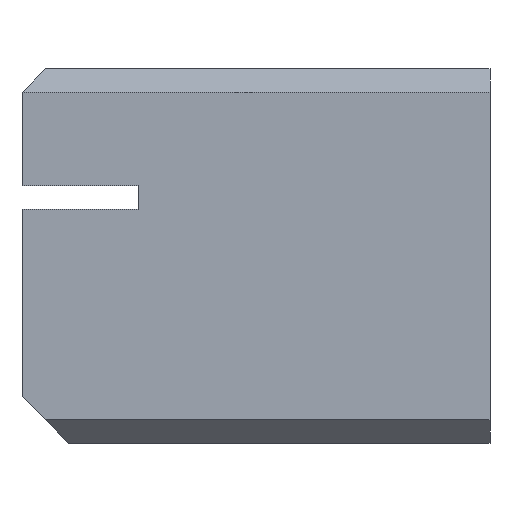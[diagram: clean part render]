
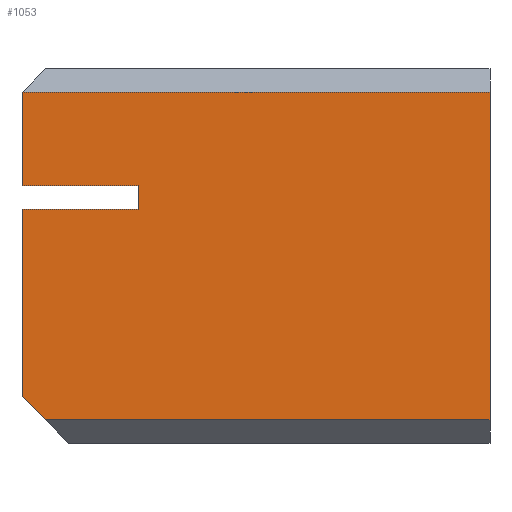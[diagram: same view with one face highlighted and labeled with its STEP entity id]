
A CAD part, left-side view. The second image highlights one B-rep face of the part: STEP entity #1053.
In plain terms, the highlighted planar face has unit normal (-1, 0, 0).
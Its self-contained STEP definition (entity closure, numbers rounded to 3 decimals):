
#3 = ORIENTED_EDGE ( 'NONE', *, *, #784, .T. ) ;
#9 = VECTOR ( 'NONE', #343, 1000. ) ;
#12 = LINE ( 'NONE', #1127, #147 ) ;
#15 = EDGE_CURVE ( 'NONE', #253, #528, #549, .T. ) ;
#19 = DIRECTION ( 'NONE',  ( 0., 0., 1. ) ) ;
#29 = LINE ( 'NONE', #402, #203 ) ;
#35 = VERTEX_POINT ( 'NONE', #634 ) ;
#47 = VECTOR ( 'NONE', #193, 1000. ) ;
#49 = VECTOR ( 'NONE', #406, 1000. ) ;
#59 = CARTESIAN_POINT ( 'NONE',  ( 0., 0., 0. ) ) ;
#139 = EDGE_CURVE ( 'NONE', #1069, #234, #12, .T. ) ;
#147 = VECTOR ( 'NONE', #19, 1000. ) ;
#192 = EDGE_CURVE ( 'NONE', #35, #1069, #1112, .T. ) ;
#193 = DIRECTION ( 'NONE',  ( 0., 0., 1. ) ) ;
#203 = VECTOR ( 'NONE', #569, 1000. ) ;
#234 = VERTEX_POINT ( 'NONE', #399 ) ;
#253 = VERTEX_POINT ( 'NONE', #572 ) ;
#254 = CARTESIAN_POINT ( 'NONE',  ( 0., -3., -17. ) ) ;
#287 = LINE ( 'NONE', #576, #47 ) ;
#296 = AXIS2_PLACEMENT_3D ( 'NONE', #558, #851, #1129 ) ;
#325 = LINE ( 'NONE', #958, #49 ) ;
#335 = ORIENTED_EDGE ( 'NONE', *, *, #575, .F. ) ;
#343 = DIRECTION ( 'NONE',  ( 0., -0.707, -0.707 ) ) ;
#347 = LINE ( 'NONE', #59, #1050 ) ;
#364 = ORIENTED_EDGE ( 'NONE', *, *, #633, .T. ) ;
#394 = CARTESIAN_POINT ( 'NONE',  ( 0., -5., -5. ) ) ;
#399 = CARTESIAN_POINT ( 'NONE',  ( 0., -20., -1. ) ) ;
#400 = ORIENTED_EDGE ( 'NONE', *, *, #757, .F. ) ;
#402 = CARTESIAN_POINT ( 'NONE',  ( 0., -5., -5. ) ) ;
#405 = EDGE_LOOP ( 'NONE', ( #3, #840, #600, #364, #335, #1052, #1046, #541, #400 ) ) ;
#406 = DIRECTION ( 'NONE',  ( 0., 1., 0. ) ) ;
#434 = VERTEX_POINT ( 'NONE', #623 ) ;
#435 = DIRECTION ( 'NONE',  ( 0., 1., 0. ) ) ;
#451 = VERTEX_POINT ( 'NONE', #886 ) ;
#452 = DIRECTION ( 'NONE',  ( 0., 0., 1. ) ) ;
#454 = CARTESIAN_POINT ( 'NONE',  ( 0., 0., -6. ) ) ;
#455 = VERTEX_POINT ( 'NONE', #454 ) ;
#485 = CARTESIAN_POINT ( 'NONE',  ( 0., -20., -15. ) ) ;
#528 = VERTEX_POINT ( 'NONE', #394 ) ;
#532 = VECTOR ( 'NONE', #452, 1000. ) ;
#541 = ORIENTED_EDGE ( 'NONE', *, *, #872, .T. ) ;
#549 = LINE ( 'NONE', #811, #532 ) ;
#551 = LINE ( 'NONE', #254, #9 ) ;
#555 = VECTOR ( 'NONE', #743, 1000. ) ;
#558 = CARTESIAN_POINT ( 'NONE',  ( 0., -20., 0. ) ) ;
#569 = DIRECTION ( 'NONE',  ( 0., 1., 0. ) ) ;
#572 = CARTESIAN_POINT ( 'NONE',  ( 0., -5., -6. ) ) ;
#575 = EDGE_CURVE ( 'NONE', #1054, #451, #287, .T. ) ;
#576 = CARTESIAN_POINT ( 'NONE',  ( 0., 0., 0. ) ) ;
#579 = EDGE_CURVE ( 'NONE', #528, #1054, #29, .T. ) ;
#600 = ORIENTED_EDGE ( 'NONE', *, *, #139, .T. ) ;
#623 = CARTESIAN_POINT ( 'NONE',  ( 0., 0., -14. ) ) ;
#633 = EDGE_CURVE ( 'NONE', #234, #451, #325, .T. ) ;
#634 = CARTESIAN_POINT ( 'NONE',  ( 0., -1., -15. ) ) ;
#640 = FACE_OUTER_BOUND ( 'NONE', #405, .T. ) ;
#708 = DIRECTION ( 'NONE',  ( 0., 0., 1. ) ) ;
#743 = DIRECTION ( 'NONE',  ( 0., -1., 0. ) ) ;
#757 = EDGE_CURVE ( 'NONE', #434, #455, #347, .T. ) ;
#760 = CARTESIAN_POINT ( 'NONE',  ( 0., 0., -5. ) ) ;
#784 = EDGE_CURVE ( 'NONE', #434, #35, #551, .T. ) ;
#804 = CARTESIAN_POINT ( 'NONE',  ( 0., -5., -6. ) ) ;
#811 = CARTESIAN_POINT ( 'NONE',  ( 0., -5., 0. ) ) ;
#838 = CARTESIAN_POINT ( 'NONE',  ( 0., -20., -15. ) ) ;
#840 = ORIENTED_EDGE ( 'NONE', *, *, #192, .T. ) ;
#851 = DIRECTION ( 'NONE',  ( -1., 0., 0. ) ) ;
#852 = VECTOR ( 'NONE', #435, 1000. ) ;
#872 = EDGE_CURVE ( 'NONE', #253, #455, #1180, .T. ) ;
#886 = CARTESIAN_POINT ( 'NONE',  ( 0., 0., -1. ) ) ;
#958 = CARTESIAN_POINT ( 'NONE',  ( 0., -20., -1. ) ) ;
#1008 = PLANE ( 'NONE',  #296 ) ;
#1046 = ORIENTED_EDGE ( 'NONE', *, *, #15, .F. ) ;
#1050 = VECTOR ( 'NONE', #708, 1000. ) ;
#1052 = ORIENTED_EDGE ( 'NONE', *, *, #579, .F. ) ;
#1053 = ADVANCED_FACE ( 'NONE', ( #640 ), #1008, .T. ) ;
#1054 = VERTEX_POINT ( 'NONE', #760 ) ;
#1069 = VERTEX_POINT ( 'NONE', #838 ) ;
#1112 = LINE ( 'NONE', #485, #555 ) ;
#1127 = CARTESIAN_POINT ( 'NONE',  ( 0., -20., 0. ) ) ;
#1129 = DIRECTION ( 'NONE',  ( 0., 0., 1. ) ) ;
#1180 = LINE ( 'NONE', #804, #852 ) ;
